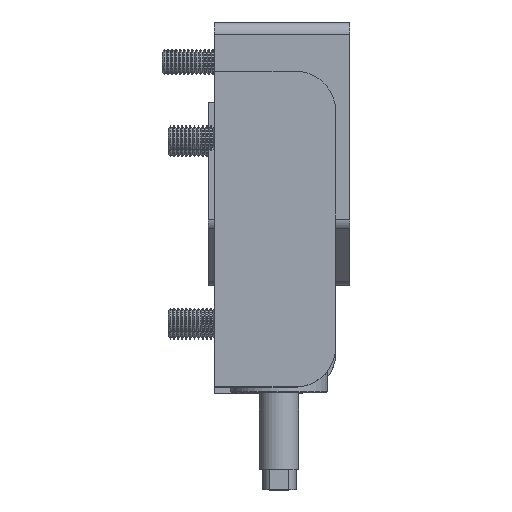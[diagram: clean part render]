
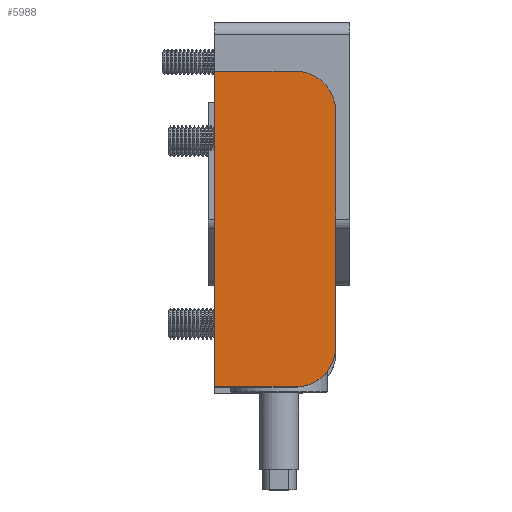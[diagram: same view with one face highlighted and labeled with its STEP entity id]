
A CAD part, top view. The second image highlights one B-rep face of the part: STEP entity #5988.
In plain terms, the highlighted planar face has unit normal (0, 0, 1).
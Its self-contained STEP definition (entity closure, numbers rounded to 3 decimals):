
#261 = CIRCLE ( 'NONE', #5426, 10. ) ;
#1044 = CARTESIAN_POINT ( 'NONE',  ( 39., -15., 35. ) ) ;
#1107 = DIRECTION ( 'NONE',  ( -1., 0., 0. ) ) ;
#1167 = VERTEX_POINT ( 'NONE', #3423 ) ;
#1383 = EDGE_CURVE ( 'NONE', #2870, #7482, #6803, .T. ) ;
#1455 = CARTESIAN_POINT ( 'NONE',  ( -39., 15., 35. ) ) ;
#1479 = ORIENTED_EDGE ( 'NONE', *, *, #4454, .T. ) ;
#1536 = EDGE_CURVE ( 'NONE', #7482, #3684, #261, .T. ) ;
#1544 = CIRCLE ( 'NONE', #4568, 10. ) ;
#2138 = EDGE_CURVE ( 'NONE', #3684, #2204, #4799, .T. ) ;
#2204 = VERTEX_POINT ( 'NONE', #4953 ) ;
#2219 = DIRECTION ( 'NONE',  ( 0., -1., 0. ) ) ;
#2339 = CARTESIAN_POINT ( 'NONE',  ( 0., 0., 35. ) ) ;
#2707 = VECTOR ( 'NONE', #2219, 1000. ) ;
#2729 = VERTEX_POINT ( 'NONE', #7867 ) ;
#2870 = VERTEX_POINT ( 'NONE', #1044 ) ;
#3026 = EDGE_CURVE ( 'NONE', #2204, #2729, #1544, .T. ) ;
#3135 = PLANE ( 'NONE',  #9936 ) ;
#3380 = DIRECTION ( 'NONE',  ( -1., 0., 0. ) ) ;
#3423 = CARTESIAN_POINT ( 'NONE',  ( -39., -15., 35. ) ) ;
#3560 = LINE ( 'NONE', #5806, #4638 ) ;
#3684 = VERTEX_POINT ( 'NONE', #8261 ) ;
#3800 = EDGE_LOOP ( 'NONE', ( #8331, #7536, #1479, #5316, #9425, #6780 ) ) ;
#3938 = FACE_OUTER_BOUND ( 'NONE', #3800, .T. ) ;
#3990 = DIRECTION ( 'NONE',  ( -1., 0., 0. ) ) ;
#4386 = LINE ( 'NONE', #5429, #2707 ) ;
#4454 = EDGE_CURVE ( 'NONE', #2729, #1167, #4386, .T. ) ;
#4568 = AXIS2_PLACEMENT_3D ( 'NONE', #6678, #9835, #5902 ) ;
#4638 = VECTOR ( 'NONE', #6574, 1000. ) ;
#4743 = VECTOR ( 'NONE', #9330, 1000. ) ;
#4799 = LINE ( 'NONE', #1455, #5004 ) ;
#4868 = DIRECTION ( 'NONE',  ( 0., 0., -1. ) ) ;
#4953 = CARTESIAN_POINT ( 'NONE',  ( -29., 15., 35. ) ) ;
#5004 = VECTOR ( 'NONE', #3380, 1000. ) ;
#5316 = ORIENTED_EDGE ( 'NONE', *, *, #6125, .T. ) ;
#5426 = AXIS2_PLACEMENT_3D ( 'NONE', #9796, #9647, #1107 ) ;
#5429 = CARTESIAN_POINT ( 'NONE',  ( -39., -15., 35. ) ) ;
#5806 = CARTESIAN_POINT ( 'NONE',  ( -39., -15., 35. ) ) ;
#5902 = DIRECTION ( 'NONE',  ( -1., 0., 0. ) ) ;
#5909 = CARTESIAN_POINT ( 'NONE',  ( 39., 5., 35. ) ) ;
#5988 = ADVANCED_FACE ( 'NONE', ( #3938 ), #3135, .F. ) ;
#6125 = EDGE_CURVE ( 'NONE', #1167, #2870, #3560, .T. ) ;
#6574 = DIRECTION ( 'NONE',  ( 1., 0., 0. ) ) ;
#6678 = CARTESIAN_POINT ( 'NONE',  ( -29., 5., 35. ) ) ;
#6780 = ORIENTED_EDGE ( 'NONE', *, *, #1536, .T. ) ;
#6803 = LINE ( 'NONE', #10070, #4743 ) ;
#7482 = VERTEX_POINT ( 'NONE', #5909 ) ;
#7536 = ORIENTED_EDGE ( 'NONE', *, *, #3026, .T. ) ;
#7867 = CARTESIAN_POINT ( 'NONE',  ( -39., 5., 35. ) ) ;
#8261 = CARTESIAN_POINT ( 'NONE',  ( 29., 15., 35. ) ) ;
#8331 = ORIENTED_EDGE ( 'NONE', *, *, #2138, .T. ) ;
#9330 = DIRECTION ( 'NONE',  ( 0., 1., 0. ) ) ;
#9425 = ORIENTED_EDGE ( 'NONE', *, *, #1383, .T. ) ;
#9647 = DIRECTION ( 'NONE',  ( 0., 0., 1. ) ) ;
#9796 = CARTESIAN_POINT ( 'NONE',  ( 29., 5., 35. ) ) ;
#9835 = DIRECTION ( 'NONE',  ( 0., 0., 1. ) ) ;
#9936 = AXIS2_PLACEMENT_3D ( 'NONE', #2339, #4868, #3990 ) ;
#10070 = CARTESIAN_POINT ( 'NONE',  ( 39., -15., 35. ) ) ;
